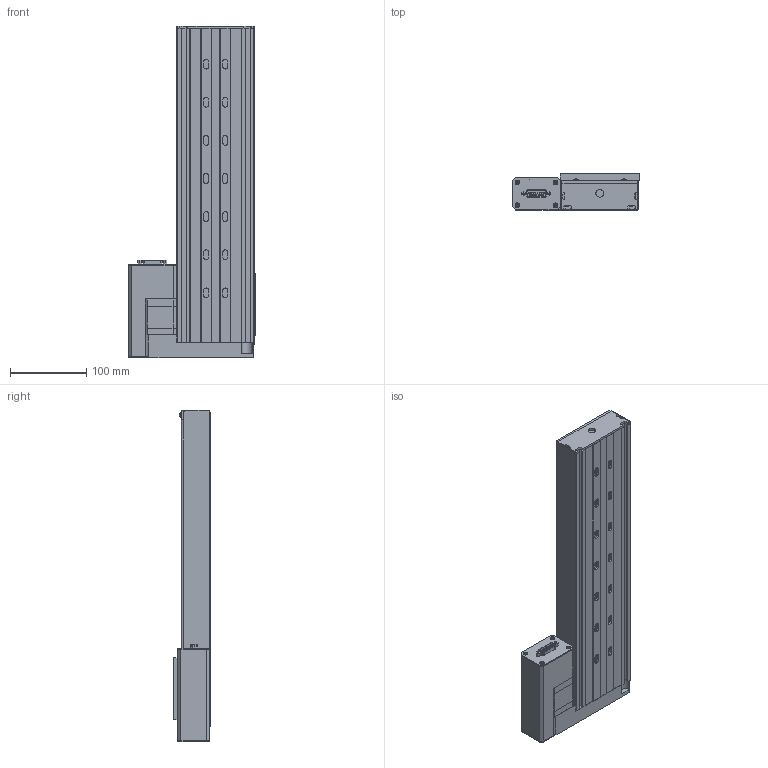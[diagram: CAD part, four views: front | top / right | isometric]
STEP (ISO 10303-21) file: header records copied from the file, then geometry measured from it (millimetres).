
FILE_DESCRIPTION (( 'STEP AP203' ), '1' );
FILE_NAME ('LRQ300xP-E01CT3A.step', '2023-05-17T23:48:53', ( '' ), ( '' ), 'SwSTEP 2.0', 'SolidWorks 2019', '' );
FILE_SCHEMA (( 'CONFIG_CONTROL_DESIGN' ));
Length unit declared in the file: millimetre
Products named in the file (4): NMS17_motor^LRQ_LRQ-T3A; LRQ_carriage^LRQ_LRQ-C; LRQ_base^LRQ_LRQ300P-C; LRQ300xP-E01CT3A
Assembly tree (3 placements, depth 2):
  LRQ300xP-E01CT3A
    LRQ_base^LRQ_LRQ300P-C
    LRQ_carriage^LRQ_LRQ-C
    NMS17_motor^LRQ_LRQ-T3A
Bounding box: 165.75 x 48 x 434.8 mm (x, y, z)
Volume: 1140748.7 mm3; surface area: 470207.1 mm2
Topology: 28 solids, 28 shells, 773 faces, 1970 edges, 1301 vertices
Faces by surface type: plane 472, cylinder 263, cone 26, torus 8, sphere 4
Entity records: 23989 total; most frequent: CARTESIAN_POINT 4354, DIRECTION 4061, ORIENTED_EDGE 3908, EDGE_CURVE 1954, AXIS2_PLACEMENT_3D 1368, VECTOR 1325, LINE 1325, VERTEX_POINT 1297
